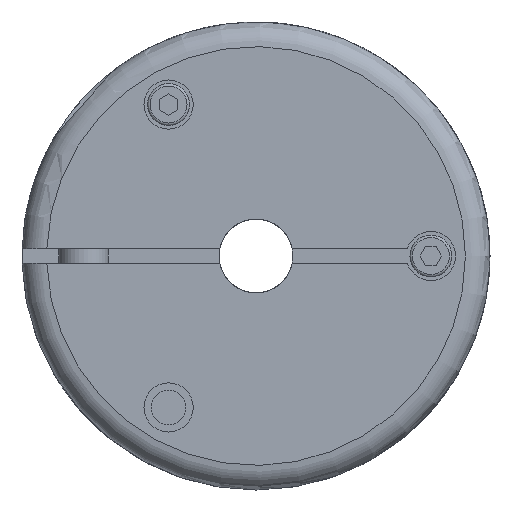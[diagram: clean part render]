
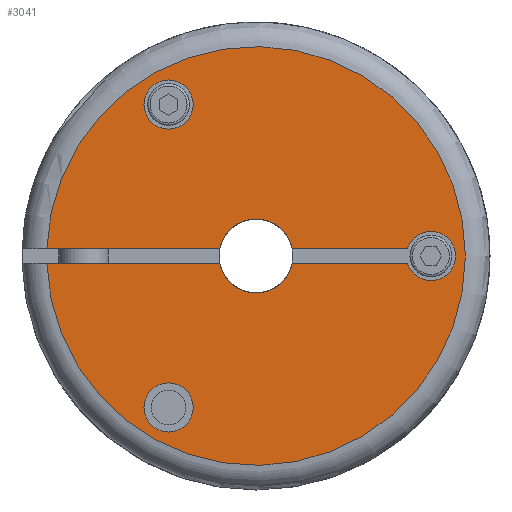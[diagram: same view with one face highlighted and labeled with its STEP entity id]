
A CAD part, left-side view. The second image highlights one B-rep face of the part: STEP entity #3041.
In plain terms, the highlighted planar face has unit normal (-1, 0, 0).
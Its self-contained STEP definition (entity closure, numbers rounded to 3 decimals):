
#152=LINE('',#4616,#382);
#153=LINE('',#4621,#383);
#154=LINE('',#4625,#384);
#155=LINE('',#4629,#385);
#382=VECTOR('',#3662,1000.);
#383=VECTOR('',#3665,1000.);
#384=VECTOR('',#3668,1000.);
#385=VECTOR('',#3671,1000.);
#612=ORIENTED_EDGE('',*,*,#1424,.T.);
#613=ORIENTED_EDGE('',*,*,#1425,.T.);
#614=ORIENTED_EDGE('',*,*,#1426,.T.);
#615=ORIENTED_EDGE('',*,*,#1427,.T.);
#616=ORIENTED_EDGE('',*,*,#1428,.T.);
#617=ORIENTED_EDGE('',*,*,#1429,.T.);
#618=ORIENTED_EDGE('',*,*,#1430,.T.);
#619=ORIENTED_EDGE('',*,*,#1431,.F.);
#620=ORIENTED_EDGE('',*,*,#1432,.T.);
#621=ORIENTED_EDGE('',*,*,#1433,.T.);
#1424=EDGE_CURVE('',#1830,#1830,#2128,.T.);
#1425=EDGE_CURVE('',#1831,#1831,#2129,.T.);
#1426=EDGE_CURVE('',#1832,#1833,#152,.T.);
#1427=EDGE_CURVE('',#1833,#1834,#2130,.T.);
#1428=EDGE_CURVE('',#1834,#1835,#153,.T.);
#1429=EDGE_CURVE('',#1835,#1836,#2131,.T.);
#1430=EDGE_CURVE('',#1836,#1837,#154,.T.);
#1431=EDGE_CURVE('',#1838,#1837,#2132,.T.);
#1432=EDGE_CURVE('',#1838,#1839,#155,.T.);
#1433=EDGE_CURVE('',#1839,#1832,#2133,.T.);
#1830=VERTEX_POINT('',#4613);
#1831=VERTEX_POINT('',#4615);
#1832=VERTEX_POINT('',#4617);
#1833=VERTEX_POINT('',#4618);
#1834=VERTEX_POINT('',#4620);
#1835=VERTEX_POINT('',#4622);
#1836=VERTEX_POINT('',#4624);
#1837=VERTEX_POINT('',#4626);
#1838=VERTEX_POINT('',#4628);
#1839=VERTEX_POINT('',#4630);
#2128=CIRCLE('',#3293,1.);
#2129=CIRCLE('',#3294,1.);
#2130=CIRCLE('',#3295,1.);
#2131=CIRCLE('',#3296,1.5);
#2132=CIRCLE('',#3297,8.5);
#2133=CIRCLE('',#3298,1.5);
#2276=EDGE_LOOP('',(#612));
#2277=EDGE_LOOP('',(#613));
#2278=EDGE_LOOP('',(#614,#615,#616,#617,#618,#619,#620,#621));
#2594=FACE_BOUND('',#2276,.T.);
#2595=FACE_BOUND('',#2277,.T.);
#2596=FACE_BOUND('',#2278,.T.);
#2912=PLANE('',#3292);
#3041=ADVANCED_FACE('',(#2594,#2595,#2596),#2912,.F.);
#3292=AXIS2_PLACEMENT_3D('',#4611,#3656,#3657);
#3293=AXIS2_PLACEMENT_3D('',#4612,#3658,#3659);
#3294=AXIS2_PLACEMENT_3D('',#4614,#3660,#3661);
#3295=AXIS2_PLACEMENT_3D('',#4619,#3663,#3664);
#3296=AXIS2_PLACEMENT_3D('',#4623,#3666,#3667);
#3297=AXIS2_PLACEMENT_3D('',#4627,#3669,#3670);
#3298=AXIS2_PLACEMENT_3D('',#4631,#3672,#3673);
#3656=DIRECTION('',(1.,0.,0.));
#3657=DIRECTION('',(0.,0.,-1.));
#3658=DIRECTION('',(1.,0.,0.));
#3659=DIRECTION('',(0.,0.,-1.));
#3660=DIRECTION('',(1.,0.,0.));
#3661=DIRECTION('',(0.,0.,-1.));
#3662=DIRECTION('',(0.,-1.,0.));
#3663=DIRECTION('',(1.,0.,0.));
#3664=DIRECTION('',(0.,0.,-1.));
#3665=DIRECTION('',(0.,1.,0.));
#3666=DIRECTION('',(1.,0.,0.));
#3667=DIRECTION('',(0.,0.,-1.));
#3668=DIRECTION('',(0.,1.,0.));
#3669=DIRECTION('',(1.,0.,0.));
#3670=DIRECTION('',(0.,0.,-1.));
#3671=DIRECTION('',(0.,-1.,0.));
#3672=DIRECTION('',(1.,0.,0.));
#3673=DIRECTION('',(0.,0.,-1.));
#4611=CARTESIAN_POINT('',(0.,0.,0.));
#4612=CARTESIAN_POINT('',(0.,3.55,-6.149));
#4613=CARTESIAN_POINT('',(0.,3.55,-7.149));
#4614=CARTESIAN_POINT('',(0.,3.55,6.149));
#4615=CARTESIAN_POINT('',(0.,3.55,5.149));
#4616=CARTESIAN_POINT('',(0.,0.,0.3));
#4617=CARTESIAN_POINT('',(0.,-1.47,0.3));
#4618=CARTESIAN_POINT('',(0.,-6.146,0.3));
#4619=CARTESIAN_POINT('',(0.,-7.1,0.));
#4620=CARTESIAN_POINT('',(0.,-6.146,-0.3));
#4621=CARTESIAN_POINT('',(0.,-6.2,-0.3));
#4622=CARTESIAN_POINT('',(0.,-1.47,-0.3));
#4623=CARTESIAN_POINT('',(0.,0.,0.));
#4624=CARTESIAN_POINT('',(0.,1.47,-0.3));
#4625=CARTESIAN_POINT('',(0.,0.,-0.3));
#4626=CARTESIAN_POINT('',(0.,8.495,-0.3));
#4627=CARTESIAN_POINT('',(0.,0.,0.));
#4628=CARTESIAN_POINT('',(0.,8.495,0.3));
#4629=CARTESIAN_POINT('',(0.,9.5,0.3));
#4630=CARTESIAN_POINT('',(0.,1.47,0.3));
#4631=CARTESIAN_POINT('',(0.,0.,0.));
